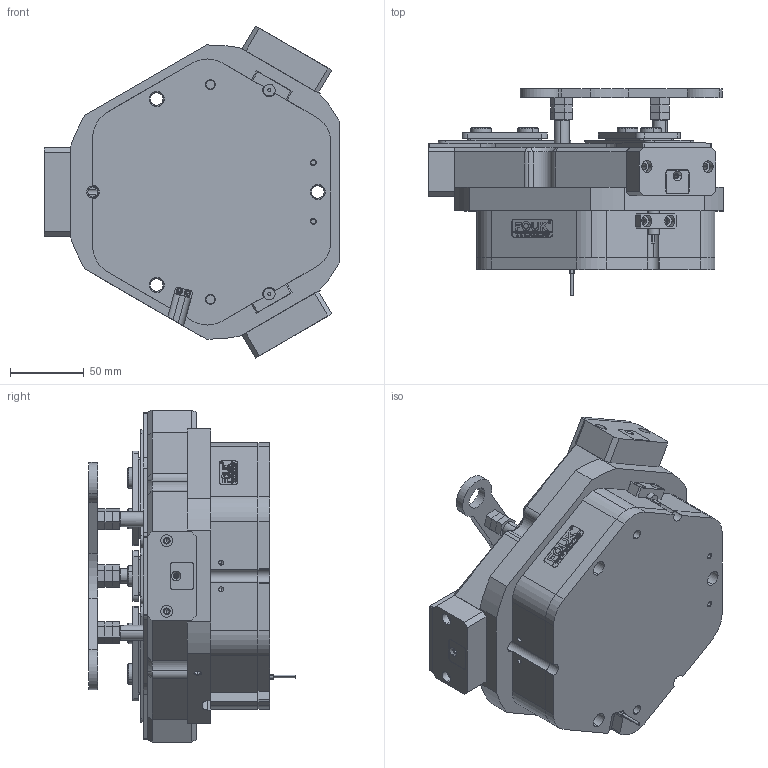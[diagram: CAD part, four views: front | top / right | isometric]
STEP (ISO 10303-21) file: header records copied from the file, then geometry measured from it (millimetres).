
FILE_DESCRIPTION (( 'STEP AP203' ), '1' );
FILE_NAME ('FZ125-200-C43-P.STEP', '2025-01-13T02:51:03', ( 'USER-' ), ( 'Microsoft' ), 'SwSTEP 2.0', 'SolidWorks 2018', '' );
FILE_SCHEMA (( 'CONFIG_CONTROL_DESIGN' ));
Length unit declared in the file: millimetre
Products named in the file (24): TZT125-200-M-12 耜猾极; FZ125-200; TZT125-200-M-13 痄雄結啣; ﾏ擎ﾗ14｡ﾁ10｡ﾁ14; 湮酴; TZT125-200-M-14 忒硌薊啣; -C43 芢裝; TZ125-179杅耀.sldasm-Part-6; 32x12-R2; TZT125-200-M-01 褲极; C43; 埴翐芛_GB_FASTENER_SCREWS_HSHCS M2X8-N; 电容传感器; 揤輸蚾饜极; 棠羲換覜ん; 芢啣; TZ55-94-M-15 耜猾苤裔; FZ125-200-P; FZ125-200-C43-P; 揤輸杅耀.sldasm-Part-9; TZT125-200-M-02 賑輸; 蹟譫; TZT125-200-M-11 奻葡裔啣; TZT125-200-M-05 菁裔啣
Assembly tree (53 placements, depth 5):
  FZ125-200-C43-P
    FZ125-200-P
      FZ125-200
        TZT125-200-M-02 賑輸  x3
        TZT125-200-M-05 菁裔啣
        湮酴  x2
        电容传感器  x2
        TZT125-200-M-01 褲极
        32x12-R2
        揤輸蚾饜极  x3
          揤輸杅耀.sldasm-Part-9
          埴翐芛_GB_FASTENER_SCREWS_HSHCS M2X8-N
        棠羲換覜ん  x2
      TZT125-200-M-11 奻葡裔啣
      TZT125-200-M-12 耜猾极  x3
      TZT125-200-M-13 痄雄結啣  x3
      TZT125-200-M-14 忒硌薊啣  x3
      TZ55-94-M-15 耜猾苤裔  x3
      ﾏ擎ﾗ14｡ﾁ10｡ﾁ14  x6
    C43
      TZ125-179杅耀.sldasm-Part-6  x3
      -C43 芢裝  x3
      芢啣
      蹟譫  x6
Bounding box: 201 x 140.34 x 225.72 mm (x, y, z)
Volume: 2093574.1 mm3; surface area: 370841.6 mm2
Topology: 53 solids, 67 shells, 2215 faces, 5628 edges, 3586 vertices
Faces by surface type: plane 1092, cylinder 663, cone 293, bspline 155, torus 12
Entity records: 51467 total; most frequent: CARTESIAN_POINT 13865, ORIENTED_EDGE 7200, DIRECTION 6852, EDGE_CURVE 3600, VERTEX_POINT 2345, LINE 2316, VECTOR 2316, AXIS2_PLACEMENT_3D 2268
